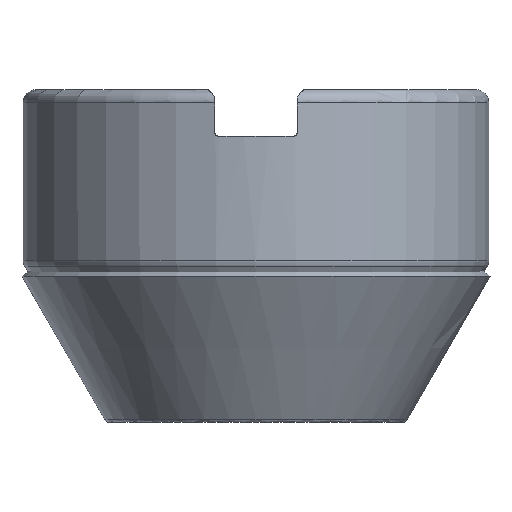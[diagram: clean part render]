
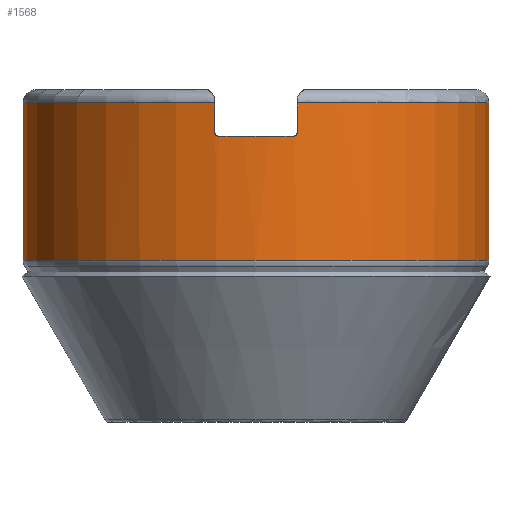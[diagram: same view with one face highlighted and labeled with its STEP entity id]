
A CAD part, left-side view. The second image highlights one B-rep face of the part: STEP entity #1568.
In plain terms, the highlighted cylindrical face has radius 35 mm (diameter 70 mm), a partial arc.
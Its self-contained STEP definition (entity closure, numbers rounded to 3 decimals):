
#137=DIRECTION('',(0.,-1.,0.));
#138=VECTOR('',#137,23.613);
#139=CARTESIAN_POINT('',(0.,25.613,-35.));
#140=LINE('',#139,#138);
#152=DIRECTION('',(0.,-1.,0.));
#153=VECTOR('',#152,23.613);
#154=CARTESIAN_POINT('',(0.,25.613,35.));
#155=LINE('',#154,#153);
#366=CARTESIAN_POINT('',(0.,2.,0.));
#367=DIRECTION('',(0.,1.,0.));
#368=DIRECTION('',(0.984,0.,-0.177));
#369=AXIS2_PLACEMENT_3D('',#366,#367,#368);
#472=CARTESIAN_POINT('',(0.,2.,0.));
#473=DIRECTION('',(0.,1.,0.));
#474=DIRECTION('',(0.,0.,1.));
#475=AXIS2_PLACEMENT_3D('',#472,#473,#474);
#502=DIRECTION('',(0.,1.,0.));
#503=VECTOR('',#502,4.4);
#504=CARTESIAN_POINT('',(34.446,2.,-6.2));
#505=LINE('',#504,#503);
#509=CARTESIAN_POINT('',(34.549,7.,-5.6));
#510=CARTESIAN_POINT('',(34.538,7.,-5.665));
#511=CARTESIAN_POINT('',(34.518,6.98,-5.789));
#512=CARTESIAN_POINT('',(34.489,6.892,-5.961));
#513=CARTESIAN_POINT('',(34.465,6.755,-6.096));
#514=CARTESIAN_POINT('',(34.45,6.585,-6.181));
#515=CARTESIAN_POINT('',(34.446,6.464,-6.2));
#516=CARTESIAN_POINT('',(34.446,6.4,-6.2));
#521=CARTESIAN_POINT('',(0.,7.,0.));
#522=DIRECTION('',(0.,1.,0.));
#523=DIRECTION('',(0.987,0.,0.16));
#524=AXIS2_PLACEMENT_3D('',#521,#522,#523);
#529=CARTESIAN_POINT('',(34.446,6.4,6.2));
#530=CARTESIAN_POINT('',(34.446,6.464,6.2));
#531=CARTESIAN_POINT('',(34.45,6.587,6.18));
#532=CARTESIAN_POINT('',(34.465,6.758,6.094));
#533=CARTESIAN_POINT('',(34.489,6.893,5.959));
#534=CARTESIAN_POINT('',(34.518,6.98,5.787));
#535=CARTESIAN_POINT('',(34.539,7.,5.665));
#536=CARTESIAN_POINT('',(34.549,7.,5.6));
#541=DIRECTION('',(0.,1.,0.));
#542=VECTOR('',#541,4.4);
#543=CARTESIAN_POINT('',(34.446,2.,6.2));
#544=LINE('',#543,#542);
#548=CARTESIAN_POINT('',(0.,25.613,0.));
#549=DIRECTION('',(0.,1.,0.));
#550=DIRECTION('',(0.,0.,1.));
#551=AXIS2_PLACEMENT_3D('',#548,#549,#550);
#1160=CARTESIAN_POINT('',(34.446,6.4,-6.2));
#1161=VERTEX_POINT('',#1160);
#1164=CARTESIAN_POINT('',(34.549,7.,-5.6));
#1165=VERTEX_POINT('',#1164);
#1168=CARTESIAN_POINT('',(34.549,7.,5.6));
#1169=VERTEX_POINT('',#1168);
#1172=CARTESIAN_POINT('',(34.446,6.4,6.2));
#1173=VERTEX_POINT('',#1172);
#1180=CARTESIAN_POINT('',(0.,25.613,35.));
#1181=CARTESIAN_POINT('',(0.,2.,35.));
#1182=VERTEX_POINT('',#1180);
#1183=VERTEX_POINT('',#1181);
#1184=CARTESIAN_POINT('',(0.,25.613,-35.));
#1185=CARTESIAN_POINT('',(0.,2.,-35.));
#1186=VERTEX_POINT('',#1184);
#1187=VERTEX_POINT('',#1185);
#1188=CARTESIAN_POINT('',(34.446,2.,-6.2));
#1189=VERTEX_POINT('',#1188);
#1190=CARTESIAN_POINT('',(34.446,2.,6.2));
#1191=VERTEX_POINT('',#1190);
#1547=CARTESIAN_POINT('',(0.,-2.4,0.));
#1548=DIRECTION('',(0.,1.,0.));
#1549=DIRECTION('',(0.,0.,-1.));
#1550=AXIS2_PLACEMENT_3D('',#1547,#1548,#1549);
#1551=CYLINDRICAL_SURFACE('',#1550,35.);
#1552=ORIENTED_EDGE('',*,*,#1366,.T.);
#1554=ORIENTED_EDGE('',*,*,#1553,.F.);
#1556=ORIENTED_EDGE('',*,*,#1555,.F.);
#1558=ORIENTED_EDGE('',*,*,#1557,.F.);
#1560=ORIENTED_EDGE('',*,*,#1559,.F.);
#1561=ORIENTED_EDGE('',*,*,#1539,.F.);
#1562=ORIENTED_EDGE('',*,*,#1342,.F.);
#1563=ORIENTED_EDGE('',*,*,#1312,.T.);
#1564=ORIENTED_EDGE('',*,*,#1339,.T.);
#1565=ORIENTED_EDGE('',*,*,#1516,.F.);
#1566=EDGE_LOOP('',(#1552,#1554,#1556,#1558,#1560,#1561,#1562,#1563,#1564,
#1565));
#1567=FACE_OUTER_BOUND('',#1566,.F.);
#1568=ADVANCED_FACE('',(#1567),#1551,.T.);
#370=CIRCLE('',#369,35.);
#476=CIRCLE('',#475,35.);
#517=B_SPLINE_CURVE_WITH_KNOTS('',3,(#509,#510,#511,#512,#513,#514,#515,#516),
.UNSPECIFIED.,.F.,.F.,(4,1,1,1,1,4),(0.,0.2,0.4,0.6,0.8,1.),
.UNSPECIFIED.);
#525=CIRCLE('',#524,35.);
#537=B_SPLINE_CURVE_WITH_KNOTS('',3,(#529,#530,#531,#532,#533,#534,#535,#536),
.UNSPECIFIED.,.F.,.F.,(4,1,1,1,1,4),(0.,0.2,0.4,0.6,0.8,1.),
.UNSPECIFIED.);
#552=CIRCLE('',#551,35.);
#1312=EDGE_CURVE('',#1182,#1186,#552,.T.);
#1339=EDGE_CURVE('',#1186,#1187,#140,.T.);
#1342=EDGE_CURVE('',#1182,#1183,#155,.T.);
#1366=EDGE_CURVE('',#1189,#1161,#505,.T.);
#1516=EDGE_CURVE('',#1189,#1187,#370,.T.);
#1539=EDGE_CURVE('',#1183,#1191,#476,.T.);
#1553=EDGE_CURVE('',#1165,#1161,#517,.T.);
#1555=EDGE_CURVE('',#1169,#1165,#525,.T.);
#1557=EDGE_CURVE('',#1173,#1169,#537,.T.);
#1559=EDGE_CURVE('',#1191,#1173,#544,.T.);
